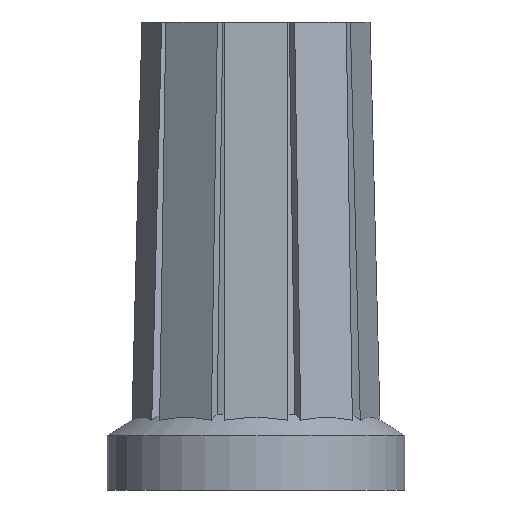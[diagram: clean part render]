
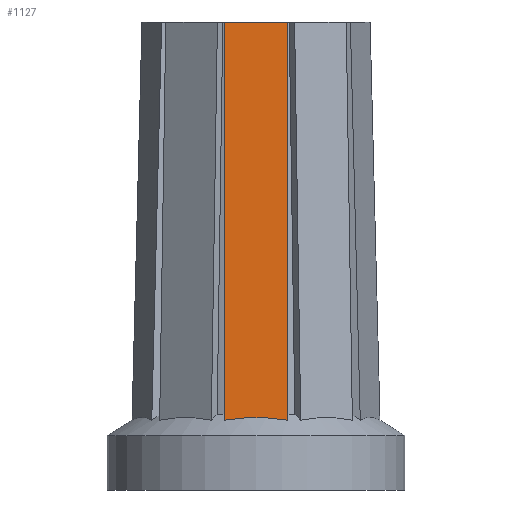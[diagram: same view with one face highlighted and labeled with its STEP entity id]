
A CAD part, front view. The second image highlights one B-rep face of the part: STEP entity #1127.
In plain terms, the highlighted planar face has unit normal (0, -1, 0.026).
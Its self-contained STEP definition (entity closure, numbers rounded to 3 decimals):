
#51=(
BOUNDED_CURVE()
B_SPLINE_CURVE(2,(#1838,#1839,#1840),.UNSPECIFIED.,.F.,.F.)
B_SPLINE_CURVE_WITH_KNOTS((3,3),(4.457,6.029),
 .UNSPECIFIED.)
CURVE()
GEOMETRIC_REPRESENTATION_ITEM()
RATIONAL_B_SPLINE_CURVE((4.582,4.747,4.582))
REPRESENTATION_ITEM('')
);
#113=FACE_OUTER_BOUND('',#176,.T.);
#176=EDGE_LOOP('',(#876,#877,#878,#879));
#263=LINE('',#1757,#352);
#278=LINE('',#1841,#367);
#279=LINE('',#1842,#368);
#352=VECTOR('',#1417,10.);
#367=VECTOR('',#1460,10.);
#368=VECTOR('',#1461,10.);
#483=VERTEX_POINT('',#1754);
#484=VERTEX_POINT('',#1756);
#505=VERTEX_POINT('',#1836);
#506=VERTEX_POINT('',#1837);
#619=EDGE_CURVE('',#484,#483,#263,.F.);
#649=EDGE_CURVE('',#505,#506,#51,.F.);
#650=EDGE_CURVE('',#484,#505,#278,.T.);
#651=EDGE_CURVE('',#483,#506,#279,.F.);
#876=ORIENTED_EDGE('',*,*,#649,.F.);
#877=ORIENTED_EDGE('',*,*,#650,.F.);
#878=ORIENTED_EDGE('',*,*,#619,.T.);
#879=ORIENTED_EDGE('',*,*,#651,.T.);
#1073=PLANE('',#1228);
#1127=ADVANCED_FACE('',(#113),#1073,.T.);
#1228=AXIS2_PLACEMENT_3D('',#1835,#1458,#1459);
#1417=DIRECTION('',(1.,0.,0.));
#1458=DIRECTION('center_axis',(0.,-1.,
0.026));
#1459=DIRECTION('ref_axis',(-1.,0.,0.));
#1460=DIRECTION('',(0.,-0.026,-1.));
#1461=DIRECTION('',(0.,0.026,1.));
#1754=CARTESIAN_POINT('',(15.5,-5.15,21.));
#1756=CARTESIAN_POINT('',(18.5,-5.15,21.));
#1757=CARTESIAN_POINT('',(17.296,-5.15,21.));
#1835=CARTESIAN_POINT('Origin',(17.5,-5.176,20.019));
#1836=CARTESIAN_POINT('',(18.5,-5.641,2.281));
#1837=CARTESIAN_POINT('',(15.5,-5.641,2.281));
#1838=CARTESIAN_POINT('Ctrl Pts',(15.5,-5.641,2.281));
#1839=CARTESIAN_POINT('Ctrl Pts',(17.,-5.634,2.526));
#1840=CARTESIAN_POINT('Ctrl Pts',(18.5,-5.641,2.281));
#1841=CARTESIAN_POINT('',(18.5,-5.176,20.026));
#1842=CARTESIAN_POINT('',(15.5,-5.176,20.016));
